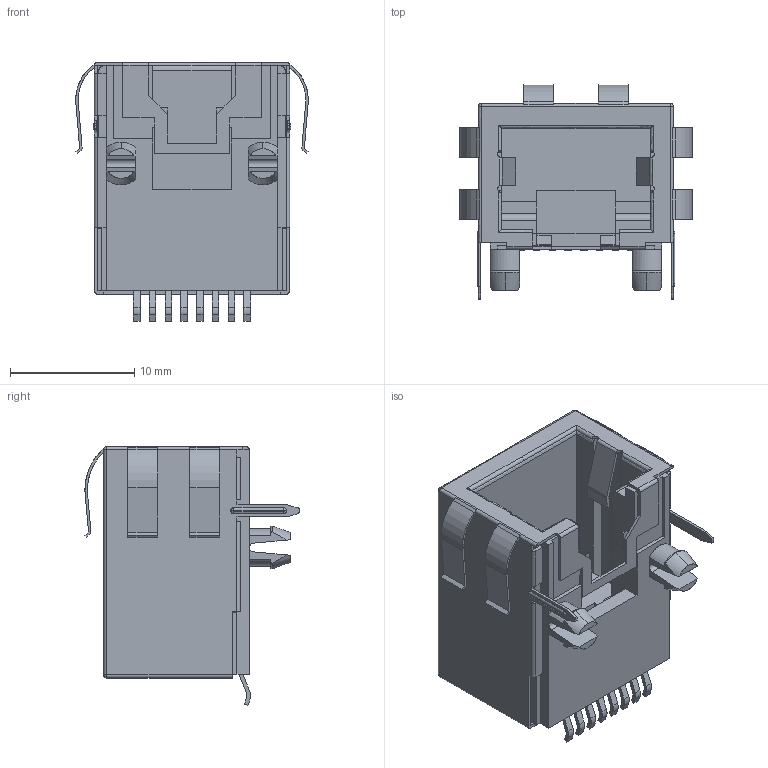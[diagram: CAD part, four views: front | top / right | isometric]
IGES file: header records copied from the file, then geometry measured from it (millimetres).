
Start section: SolidWorks IGES file using analytic representation for surfaces
Global section: file name: GMX-SMT2-S7-88_A.IGS; native system: SolidWorks 2020; preprocessor: SolidWorks 2020; author: Dan; date: 200320.152750; units: millimetre
Bounding box: 18.74 x 17.25 x 20.85 mm (x, y, z)
Surface area: 3549.5 mm2 (no closed solid volume)
Topology: 0 solids, 0 shells, 397 faces, 2820 edges, 2814 vertices
Faces by surface type: bspline 290, revolution 107
